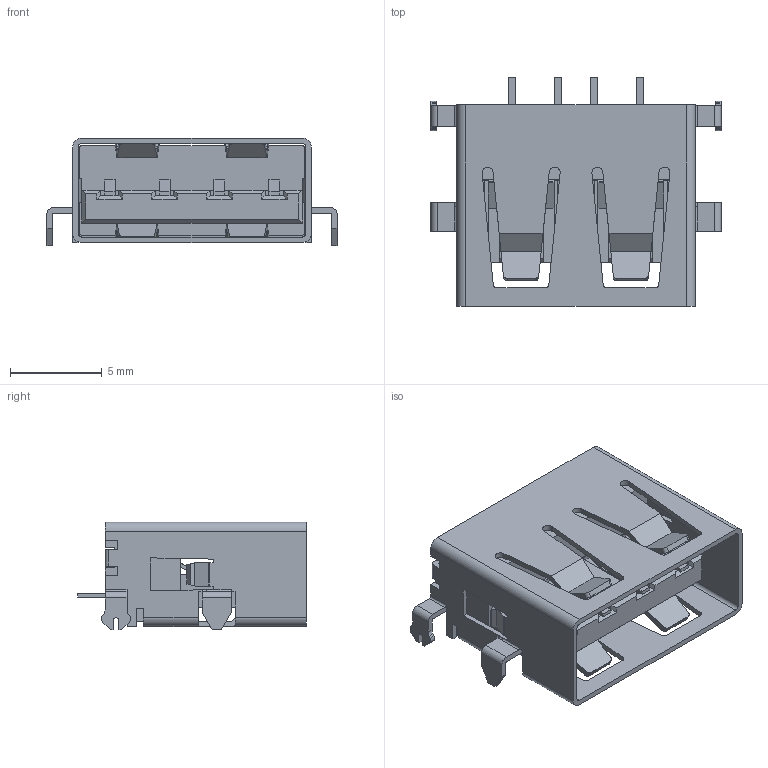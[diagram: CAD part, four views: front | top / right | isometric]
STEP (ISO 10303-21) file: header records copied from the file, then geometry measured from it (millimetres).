
FILE_DESCRIPTION (( 'STEP AP214' ), '1' );
FILE_NAME ('COMPOUND_2.STEP', '2024-03-22T04:06:07', ( '' ), ( '' ), 'SwSTEP 2.0', 'SolidWorks 2022', '' );
FILE_SCHEMA (( 'AUTOMOTIVE_DESIGN' ));
Length unit declared in the file: millimetre
Products named in the file (1): COMPOUND_2
Bounding box: 15.85 x 12.5 x 5.88 mm (x, y, z)
Surface area: 1246.1 mm2 (no closed solid volume)
Topology: 0 solids, 11 shells, 431 faces, 1218 edges, 802 vertices
Faces by surface type: plane 321, cylinder 108, bspline 2
Entity records: 18726 total; most frequent: CARTESIAN_POINT 2570, ORIENTED_EDGE 2432, DIRECTION 2258, EDGE_CURVE 1218, LINE 990, VECTOR 990, VERTEX_POINT 802, AXIS2_PLACEMENT_3D 634
